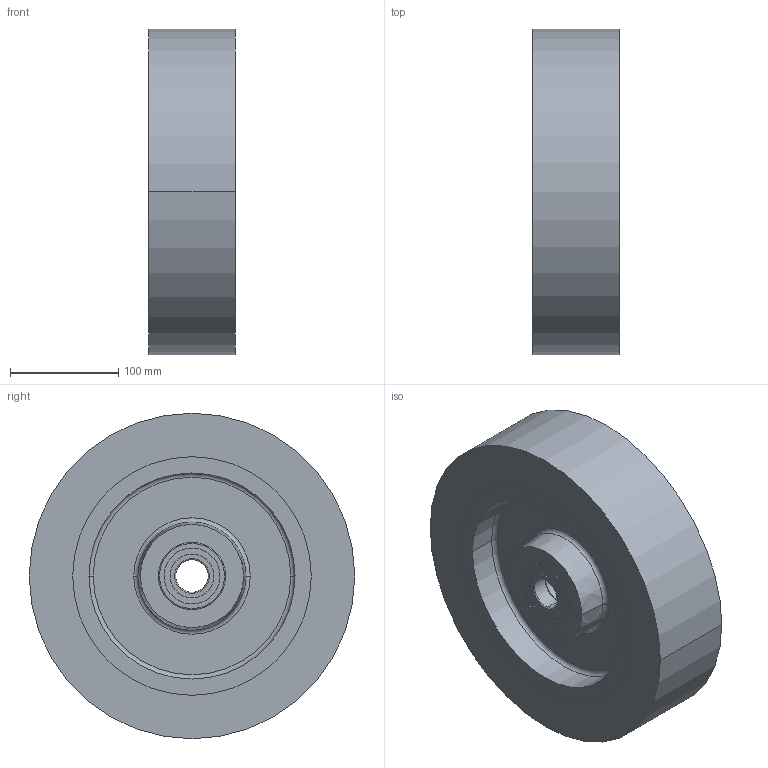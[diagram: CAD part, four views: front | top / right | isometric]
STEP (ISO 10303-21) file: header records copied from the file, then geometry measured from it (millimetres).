
FILE_DESCRIPTION (( 'STEP AP214' ), '1' );
FILE_NAME ('0051272.step', '2023-03-15T12:00:19', ( '' ), ( '' ), 'SwSTEP 2.0', 'SolidWorks 2020', '' );
FILE_SCHEMA (( 'AUTOMOTIVE_DESIGN' ));
Length unit declared in the file: millimetre
Products named in the file (1): 0051272
Bounding box: 80 x 300 x 300 mm (x, y, z)
Surface area: 391706.6 mm2 (no closed solid volume)
Topology: 0 solids, 10 shells, 94 faces, 218 edges, 140 vertices
Faces by surface type: cylinder 30, plane 25, torus 22, bspline 10, cone 7
Entity records: 4157 total; most frequent: CARTESIAN_POINT 928, DIRECTION 510, ORIENTED_EDGE 392, AXIS2_PLACEMENT_3D 227, EDGE_CURVE 218, CIRCLE 142, VERTEX_POINT 140, EDGE_LOOP 111
